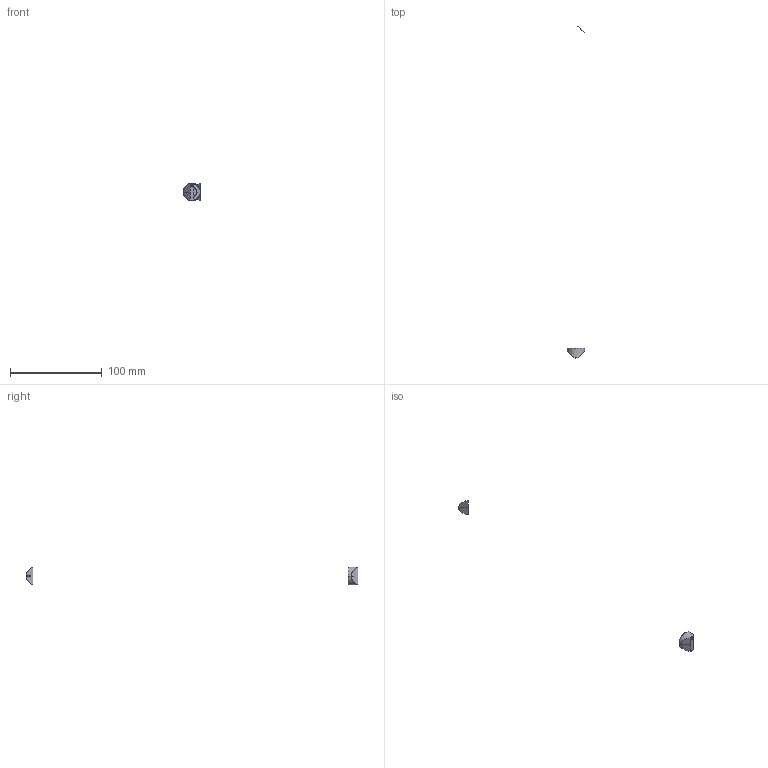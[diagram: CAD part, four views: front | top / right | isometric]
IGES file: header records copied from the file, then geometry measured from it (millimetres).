
Start section: SolidWorks IGES file using analytic representation for surfaces
Global section: file name: CS-750-SM v4.IGS; native system: SolidWorks 2014; preprocessor: SolidWorks 2014; author: Eliot; date: 151105.141321; units: inch
Bounding box: 19.05 x 360.87 x 19.19 mm (x, y, z)
Surface area: 1189 mm2 (no closed solid volume)
Topology: 0 solids, 0 shells, 21 faces, 332 edges, 330 vertices
Faces by surface type: revolution 18, bspline 3
